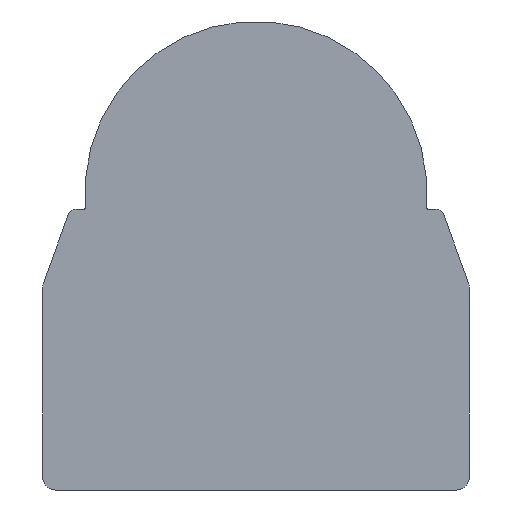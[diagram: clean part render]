
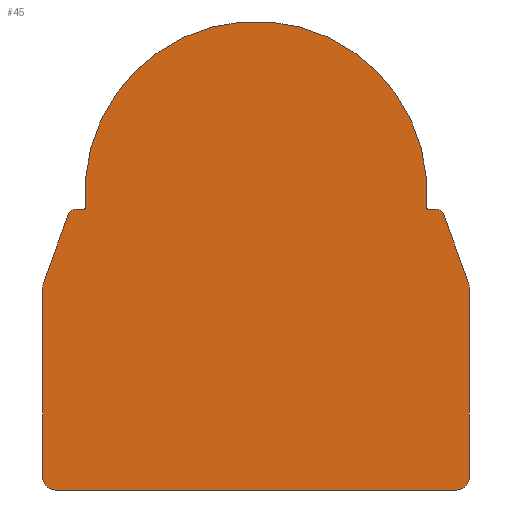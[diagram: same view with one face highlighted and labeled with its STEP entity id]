
A CAD part, front view. The second image highlights one B-rep face of the part: STEP entity #45.
In plain terms, the highlighted planar face has unit normal (0, -1, 0).
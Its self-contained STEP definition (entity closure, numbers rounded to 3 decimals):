
#10 = VERTEX_POINT ( 'NONE', #487 ) ;
#11 = VERTEX_POINT ( 'NONE', #500 ) ;
#17 = VERTEX_POINT ( 'NONE', #498 ) ;
#19 = ORIENTED_EDGE ( 'NONE', *, *, #280, .F. ) ;
#20 = VERTEX_POINT ( 'NONE', #501 ) ;
#28 = VERTEX_POINT ( 'NONE', #511 ) ;
#29 = DIRECTION ( 'NONE',  ( 0., 0., 1. ) ) ;
#30 = DIRECTION ( 'NONE',  ( 0., 1., 0. ) ) ;
#32 = CARTESIAN_POINT ( 'NONE',  ( 0., 0., 0. ) ) ;
#34 = ORIENTED_EDGE ( 'NONE', *, *, #416, .F. ) ;
#35 = CARTESIAN_POINT ( 'NONE',  ( 40.352, 0., -3.457 ) ) ;
#38 = ORIENTED_EDGE ( 'NONE', *, *, #42, .F. ) ;
#42 = EDGE_CURVE ( 'NONE', #270, #58, #461, .T. ) ;
#43 = ORIENTED_EDGE ( 'NONE', *, *, #92, .F. ) ;
#45 = ADVANCED_FACE ( 'NONE', ( #434 ), #510, .T. ) ;
#52 = ORIENTED_EDGE ( 'NONE', *, *, #527, .F. ) ;
#58 = VERTEX_POINT ( 'NONE', #470 ) ;
#60 = ORIENTED_EDGE ( 'NONE', *, *, #287, .F. ) ;
#64 = ORIENTED_EDGE ( 'NONE', *, *, #296, .F. ) ;
#75 = VERTEX_POINT ( 'NONE', #477 ) ;
#92 = EDGE_CURVE ( 'NONE', #58, #612, #386, .T. ) ;
#96 = CARTESIAN_POINT ( 'NONE',  ( 42.591, 0., -4. ) ) ;
#97 = VERTEX_POINT ( 'NONE', #395 ) ;
#105 = DIRECTION ( 'NONE',  ( -1., 0., 0. ) ) ;
#106 = VERTEX_POINT ( 'NONE', #406 ) ;
#108 = CARTESIAN_POINT ( 'NONE',  ( -47.5, 0., -70.5 ) ) ;
#136 = DIRECTION ( 'NONE',  ( 0., 0., -1. ) ) ;
#137 = DIRECTION ( 'NONE',  ( 0., 1., 0. ) ) ;
#143 = CARTESIAN_POINT ( 'NONE',  ( 47.5, 0., -67.5 ) ) ;
#146 = VERTEX_POINT ( 'NONE', #383 ) ;
#153 = VERTEX_POINT ( 'NONE', #367 ) ;
#165 = EDGE_CURVE ( 'NONE', #11, #106, #361, .T. ) ;
#173 = DIRECTION ( 'NONE',  ( 0., 0., -1. ) ) ;
#174 = DIRECTION ( 'NONE',  ( 0., 1., 0. ) ) ;
#175 = CARTESIAN_POINT ( 'NONE',  ( 40.85, 0., -3.5 ) ) ;
#177 = DIRECTION ( 'NONE',  ( 0., 0., 1. ) ) ;
#178 = DIRECTION ( 'NONE',  ( 0., 1., 0. ) ) ;
#179 = CARTESIAN_POINT ( 'NONE',  ( 47., 0., -22.5 ) ) ;
#180 = CARTESIAN_POINT ( 'NONE',  ( 44.47, 0., -5.316 ) ) ;
#183 = EDGE_CURVE ( 'NONE', #75, #106, #375, .T. ) ;
#184 = DIRECTION ( 'NONE',  ( 0.342, 0., -0.94 ) ) ;
#187 = CIRCLE ( 'NONE', #545, 40.5 ) ;
#196 = EDGE_CURVE ( 'NONE', #97, #75, #349, .T. ) ;
#199 = EDGE_CURVE ( 'NONE', #153, #97, #348, .T. ) ;
#205 = VECTOR ( 'NONE', #105, 1000. ) ;
#214 = DIRECTION ( 'NONE',  ( 0., 0., -1. ) ) ;
#216 = DIRECTION ( 'NONE',  ( 0., 0., -1. ) ) ;
#218 = DIRECTION ( 'NONE',  ( 0., 1., 0. ) ) ;
#223 = LINE ( 'NONE', #108, #205 ) ;
#244 = CARTESIAN_POINT ( 'NONE',  ( -47., 0., -22.5 ) ) ;
#249 = ORIENTED_EDGE ( 'NONE', *, *, #165, .T. ) ;
#265 = CIRCLE ( 'NONE', #553, 3. ) ;
#268 = CARTESIAN_POINT ( 'NONE',  ( -47.5, 0., -70.5 ) ) ;
#270 = VERTEX_POINT ( 'NONE', #268 ) ;
#277 = DIRECTION ( 'NONE',  ( 1., 0., 0. ) ) ;
#280 = EDGE_CURVE ( 'NONE', #612, #153, #339, .T. ) ;
#287 = EDGE_CURVE ( 'NONE', #146, #610, #318, .T. ) ;
#290 = VECTOR ( 'NONE', #277, 1000. ) ;
#293 = CIRCLE ( 'NONE', #554, 0.5 ) ;
#296 = EDGE_CURVE ( 'NONE', #10, #146, #335, .T. ) ;
#297 = LINE ( 'NONE', #307, #290 ) ;
#299 = LINE ( 'NONE', #180, #301 ) ;
#300 = DIRECTION ( 'NONE',  ( 0., 0., 1. ) ) ;
#301 = VECTOR ( 'NONE', #184, 1000. ) ;
#302 = DIRECTION ( 'NONE',  ( 0., 1., 0. ) ) ;
#303 = CIRCLE ( 'NONE', #556, 2. ) ;
#304 = CARTESIAN_POINT ( 'NONE',  ( 42.591, 0., -6. ) ) ;
#307 = CARTESIAN_POINT ( 'NONE',  ( 40.302, 0., -4. ) ) ;
#310 = ORIENTED_EDGE ( 'NONE', *, *, #376, .T. ) ;
#314 = VECTOR ( 'NONE', #214, 1000. ) ;
#318 = LINE ( 'NONE', #419, #314 ) ;
#322 = DIRECTION ( 'NONE',  ( 0., 0., -1. ) ) ;
#324 = DIRECTION ( 'NONE',  ( 0., 1., 0. ) ) ;
#325 = CARTESIAN_POINT ( 'NONE',  ( -42.591, 0., -6. ) ) ;
#326 = CARTESIAN_POINT ( 'NONE',  ( -44.47, 0., -5.316 ) ) ;
#335 = CIRCLE ( 'NONE', #558, 3.5 ) ;
#339 = CIRCLE ( 'NONE', #573, 3.5 ) ;
#341 = VECTOR ( 'NONE', #426, 1000. ) ;
#344 = DIRECTION ( 'NONE',  ( 1., 0., 0. ) ) ;
#347 = VECTOR ( 'NONE', #344, 1000. ) ;
#348 = LINE ( 'NONE', #326, #341 ) ;
#349 = CIRCLE ( 'NONE', #575, 2. ) ;
#353 = EDGE_CURVE ( 'NONE', #28, #10, #299, .T. ) ;
#358 = EDGE_CURVE ( 'NONE', #626, #28, #303, .T. ) ;
#361 = CIRCLE ( 'NONE', #576, 0.5 ) ;
#365 = VECTOR ( 'NONE', #409, 1000. ) ;
#367 = CARTESIAN_POINT ( 'NONE',  ( -50.289, 0., -21.303 ) ) ;
#368 = EDGE_CURVE ( 'NONE', #17, #626, #297, .T. ) ;
#375 = LINE ( 'NONE', #431, #347 ) ;
#376 = EDGE_CURVE ( 'NONE', #17, #547, #293, .T. ) ;
#383 = CARTESIAN_POINT ( 'NONE',  ( 50.5, 0., -22.5 ) ) ;
#386 = LINE ( 'NONE', #425, #365 ) ;
#395 = CARTESIAN_POINT ( 'NONE',  ( -44.47, 0., -5.316 ) ) ;
#406 = CARTESIAN_POINT ( 'NONE',  ( -40.85, 0., -4. ) ) ;
#409 = DIRECTION ( 'NONE',  ( 0., 0., 1. ) ) ;
#416 = EDGE_CURVE ( 'NONE', #610, #20, #265, .T. ) ;
#419 = CARTESIAN_POINT ( 'NONE',  ( 50.5, 0., -67.5 ) ) ;
#425 = CARTESIAN_POINT ( 'NONE',  ( -50.5, 0., -67.5 ) ) ;
#426 = DIRECTION ( 'NONE',  ( 0.342, 0., 0.94 ) ) ;
#430 = CARTESIAN_POINT ( 'NONE',  ( -40.85, 0., -3.5 ) ) ;
#431 = CARTESIAN_POINT ( 'NONE',  ( -40.302, 0., -4. ) ) ;
#433 = DIRECTION ( 'NONE',  ( 0., 0., -1. ) ) ;
#434 = FACE_OUTER_BOUND ( 'NONE', #552, .T. ) ;
#435 = DIRECTION ( 'NONE',  ( 0., 1., 0. ) ) ;
#440 = DIRECTION ( 'NONE',  ( 0., -1., 0. ) ) ;
#442 = CARTESIAN_POINT ( 'NONE',  ( 47.5, 0., -67.5 ) ) ;
#461 = CIRCLE ( 'NONE', #596, 3. ) ;
#465 = DIRECTION ( 'NONE',  ( 0., 0., -1. ) ) ;
#466 = ORIENTED_EDGE ( 'NONE', *, *, #199, .F. ) ;
#470 = CARTESIAN_POINT ( 'NONE',  ( -50.5, 0., -67.5 ) ) ;
#477 = CARTESIAN_POINT ( 'NONE',  ( -42.591, 0., -4. ) ) ;
#479 = ORIENTED_EDGE ( 'NONE', *, *, #196, .F. ) ;
#487 = CARTESIAN_POINT ( 'NONE',  ( 50.289, 0., -21.303 ) ) ;
#490 = EDGE_CURVE ( 'NONE', #20, #270, #223, .T. ) ;
#495 = CARTESIAN_POINT ( 'NONE',  ( -50.5, 0., -22.5 ) ) ;
#498 = CARTESIAN_POINT ( 'NONE',  ( 40.85, 0., -4. ) ) ;
#500 = CARTESIAN_POINT ( 'NONE',  ( -40.352, 0., -3.457 ) ) ;
#501 = CARTESIAN_POINT ( 'NONE',  ( 47.5, 0., -70.5 ) ) ;
#510 = PLANE ( 'NONE',  #583 ) ;
#511 = CARTESIAN_POINT ( 'NONE',  ( 44.47, 0., -5.316 ) ) ;
#524 = CARTESIAN_POINT ( 'NONE',  ( -47.5, 0., -67.5 ) ) ;
#527 = EDGE_CURVE ( 'NONE', #11, #547, #187, .T. ) ;
#530 = DIRECTION ( 'NONE',  ( 0., 1., 0. ) ) ;
#545 = AXIS2_PLACEMENT_3D ( 'NONE', #32, #30, #29 ) ;
#547 = VERTEX_POINT ( 'NONE', #35 ) ;
#552 = EDGE_LOOP ( 'NONE', ( #52, #249, #629, #479, #466, #19, #43, #38, #606, #34, #60, #64, #614, #619, #621, #310 ) ) ;
#553 = AXIS2_PLACEMENT_3D ( 'NONE', #143, #137, #136 ) ;
#554 = AXIS2_PLACEMENT_3D ( 'NONE', #175, #174, #173 ) ;
#556 = AXIS2_PLACEMENT_3D ( 'NONE', #304, #302, #300 ) ;
#558 = AXIS2_PLACEMENT_3D ( 'NONE', #179, #178, #177 ) ;
#573 = AXIS2_PLACEMENT_3D ( 'NONE', #244, #218, #216 ) ;
#575 = AXIS2_PLACEMENT_3D ( 'NONE', #325, #324, #322 ) ;
#576 = AXIS2_PLACEMENT_3D ( 'NONE', #430, #435, #433 ) ;
#583 = AXIS2_PLACEMENT_3D ( 'NONE', #442, #440, #465 ) ;
#588 = CARTESIAN_POINT ( 'NONE',  ( 50.5, 0., -67.5 ) ) ;
#596 = AXIS2_PLACEMENT_3D ( 'NONE', #524, #530, #609 ) ;
#606 = ORIENTED_EDGE ( 'NONE', *, *, #490, .F. ) ;
#609 = DIRECTION ( 'NONE',  ( 0., 0., 1. ) ) ;
#610 = VERTEX_POINT ( 'NONE', #588 ) ;
#612 = VERTEX_POINT ( 'NONE', #495 ) ;
#614 = ORIENTED_EDGE ( 'NONE', *, *, #353, .F. ) ;
#619 = ORIENTED_EDGE ( 'NONE', *, *, #358, .F. ) ;
#621 = ORIENTED_EDGE ( 'NONE', *, *, #368, .F. ) ;
#626 = VERTEX_POINT ( 'NONE', #96 ) ;
#629 = ORIENTED_EDGE ( 'NONE', *, *, #183, .F. ) ;
